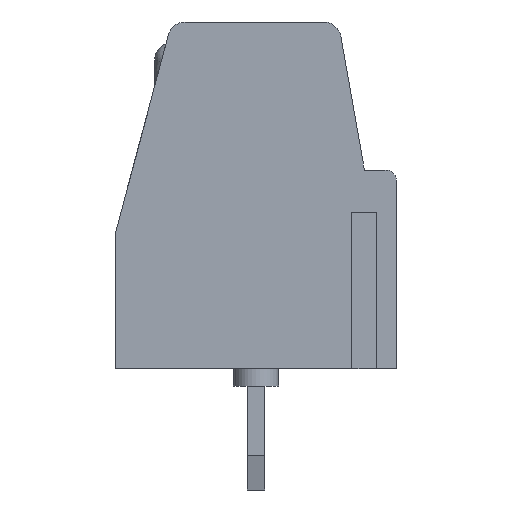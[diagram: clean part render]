
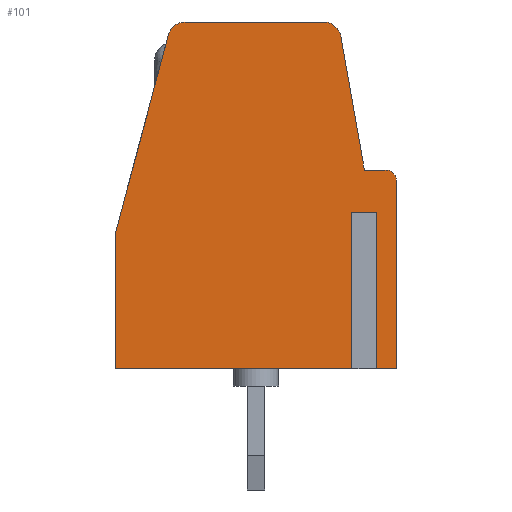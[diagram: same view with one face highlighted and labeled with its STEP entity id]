
A CAD part, left-side view. The second image highlights one B-rep face of the part: STEP entity #101.
In plain terms, the highlighted planar face has unit normal (-1, 0, 0).
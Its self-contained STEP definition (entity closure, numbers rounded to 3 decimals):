
#101=ADVANCED_FACE('',(#376),#377,.F.);
#376=FACE_OUTER_BOUND('',#882,.T.);
#377=PLANE('',#883);
#882=EDGE_LOOP('',(#1547,#1548,#1549,#1550,#1551,#1552,#1553,#1554,#1555,#1556,#1557,#1558,#1559,#1560));
#883=AXIS2_PLACEMENT_3D('',#1561,#1562,#1563);
#1547=ORIENTED_EDGE('',*,*,#3234,.T.);
#1548=ORIENTED_EDGE('',*,*,#3231,.T.);
#1549=ORIENTED_EDGE('',*,*,#3263,.T.);
#1550=ORIENTED_EDGE('',*,*,#3295,.F.);
#1551=ORIENTED_EDGE('',*,*,#3303,.T.);
#1552=ORIENTED_EDGE('',*,*,#3304,.F.);
#1553=ORIENTED_EDGE('',*,*,#3255,.T.);
#1554=ORIENTED_EDGE('',*,*,#3305,.T.);
#1555=ORIENTED_EDGE('',*,*,#3306,.F.);
#1556=ORIENTED_EDGE('',*,*,#3307,.T.);
#1557=ORIENTED_EDGE('',*,*,#3308,.T.);
#1558=ORIENTED_EDGE('',*,*,#3229,.F.);
#1559=ORIENTED_EDGE('',*,*,#3309,.T.);
#1560=ORIENTED_EDGE('',*,*,#3310,.F.);
#1561=CARTESIAN_POINT('',(0.0,39.904,-15.509));
#1562=DIRECTION('',(1.0,0.,0.));
#1563=DIRECTION('',(0.,1.0,0.));
#3229=EDGE_CURVE('',#3834,#3830,#3836,.T.);
#3231=EDGE_CURVE('',#3840,#3837,#3841,.T.);
#3234=EDGE_CURVE('',#3845,#3840,#3846,.T.);
#3255=EDGE_CURVE('',#3882,#3880,#3883,.T.);
#3263=EDGE_CURVE('',#3837,#3896,#3898,.T.);
#3295=EDGE_CURVE('',#3952,#3896,#3954,.T.);
#3303=EDGE_CURVE('',#3952,#3966,#3967,.T.);
#3304=EDGE_CURVE('',#3882,#3966,#3968,.T.);
#3305=EDGE_CURVE('',#3880,#3969,#3970,.T.);
#3306=EDGE_CURVE('',#3971,#3969,#3972,.T.);
#3307=EDGE_CURVE('',#3971,#3973,#3974,.T.);
#3308=EDGE_CURVE('',#3973,#3830,#3975,.T.);
#3309=EDGE_CURVE('',#3834,#3976,#3977,.T.);
#3310=EDGE_CURVE('',#3845,#3976,#3978,.T.);
#3830=VERTEX_POINT('',#5093);
#3834=VERTEX_POINT('',#5098);
#3836=CIRCLE('',#5101,0.5);
#3837=VERTEX_POINT('',#5102);
#3840=VERTEX_POINT('',#5106);
#3841=LINE('',#5107,#5108);
#3845=VERTEX_POINT('',#5114);
#3846=LINE('',#5115,#5116);
#3880=VERTEX_POINT('',#5473);
#3882=VERTEX_POINT('',#5476);
#3883=LINE('',#5477,#5478);
#3896=VERTEX_POINT('',#5497);
#3898=LINE('',#5500,#5501);
#3952=VERTEX_POINT('',#5575);
#3954=LINE('',#5578,#5579);
#3966=VERTEX_POINT('',#5598);
#3967=LINE('',#5599,#5600);
#3968=LINE('',#5601,#5602);
#3969=VERTEX_POINT('',#5603);
#3970=LINE('',#5604,#5605);
#3971=VERTEX_POINT('',#5606);
#3972=CIRCLE('',#5607,0.3);
#3973=VERTEX_POINT('',#5608);
#3974=LINE('',#5609,#5610);
#3975=LINE('',#5611,#5612);
#3976=VERTEX_POINT('',#5613);
#3977=LINE('',#5614,#5615);
#3978=CIRCLE('',#5616,0.5);
#5093=CARTESIAN_POINT('',(0.,1.602,9.587));
#5098=CARTESIAN_POINT('',(0.,2.095,10.0));
#5101=AXIS2_PLACEMENT_3D('',#6753,#6754,#6755);
#5102=CARTESIAN_POINT('',(0.0,8.1,0.));
#5106=CARTESIAN_POINT('',(0.,8.1,3.935));
#5107=CARTESIAN_POINT('',(0.,8.1,-42.225));
#5108=VECTOR('',#6757,1.0);
#5114=CARTESIAN_POINT('',(0.,6.574,9.629));
#5115=CARTESIAN_POINT('',(0.,20.469,-42.225));
#5116=VECTOR('',#6760,1.0);
#5473=CARTESIAN_POINT('',(0.,0.0,0.));
#5476=CARTESIAN_POINT('',(0.,0.723,0.));
#5477=CARTESIAN_POINT('',(0.,-49.022,0.));
#5478=VECTOR('',#6785,1.0);
#5497=CARTESIAN_POINT('',(0.,1.137,0.));
#5500=CARTESIAN_POINT('',(0.,-49.022,0.));
#5501=VECTOR('',#6793,1.0);
#5575=CARTESIAN_POINT('',(0.0,1.137,4.5));
#5578=CARTESIAN_POINT('',(0.,1.137,-42.225));
#5579=VECTOR('',#6845,1.0);
#5598=CARTESIAN_POINT('',(0.0,0.723,4.5));
#5599=CARTESIAN_POINT('',(0.,-49.022,4.5));
#5600=VECTOR('',#6853,1.0);
#5601=CARTESIAN_POINT('',(0.,0.723,-42.225));
#5602=VECTOR('',#6854,1.0);
#5603=CARTESIAN_POINT('',(0.,0.0,5.43));
#5604=CARTESIAN_POINT('',(0.,0.0,-42.225));
#5605=VECTOR('',#6855,1.0);
#5606=CARTESIAN_POINT('',(0.,0.3,5.73));
#5607=AXIS2_PLACEMENT_3D('',#6856,#6857,#6858);
#5608=CARTESIAN_POINT('',(0.,0.922,5.73));
#5609=CARTESIAN_POINT('',(0.,-49.022,5.73));
#5610=VECTOR('',#6859,1.0);
#5611=CARTESIAN_POINT('',(0.,-7.534,-42.225));
#5612=VECTOR('',#6860,1.0);
#5613=CARTESIAN_POINT('',(0.,6.091,10.0));
#5614=CARTESIAN_POINT('',(0.,-49.022,10.0));
#5615=VECTOR('',#6861,1.0);
#5616=AXIS2_PLACEMENT_3D('',#6862,#6863,#6864);
#6753=CARTESIAN_POINT('',(0.,2.095,9.5));
#6754=DIRECTION('',(1.0,0.,0.));
#6755=DIRECTION('',(0.,1.0,0.));
#6757=DIRECTION('',(0.,0.,-1.0));
#6760=DIRECTION('',(0.,0.259,-0.966));
#6785=DIRECTION('',(0.,-1.0,0.));
#6793=DIRECTION('',(0.,-1.0,0.));
#6845=DIRECTION('',(0.,0.,-1.0));
#6853=DIRECTION('',(0.,-1.0,0.));
#6854=DIRECTION('',(0.,0.,1.0));
#6855=DIRECTION('',(0.,0.,1.0));
#6856=CARTESIAN_POINT('',(0.,0.3,5.43));
#6857=DIRECTION('',(1.0,0.,0.));
#6858=DIRECTION('',(0.,1.0,0.));
#6859=DIRECTION('',(0.,1.0,0.));
#6860=DIRECTION('',(0.,0.174,0.985));
#6861=DIRECTION('',(0.,1.0,0.));
#6862=CARTESIAN_POINT('',(0.,6.091,9.5));
#6863=DIRECTION('',(1.0,0.,0.));
#6864=DIRECTION('',(0.,1.0,0.));
